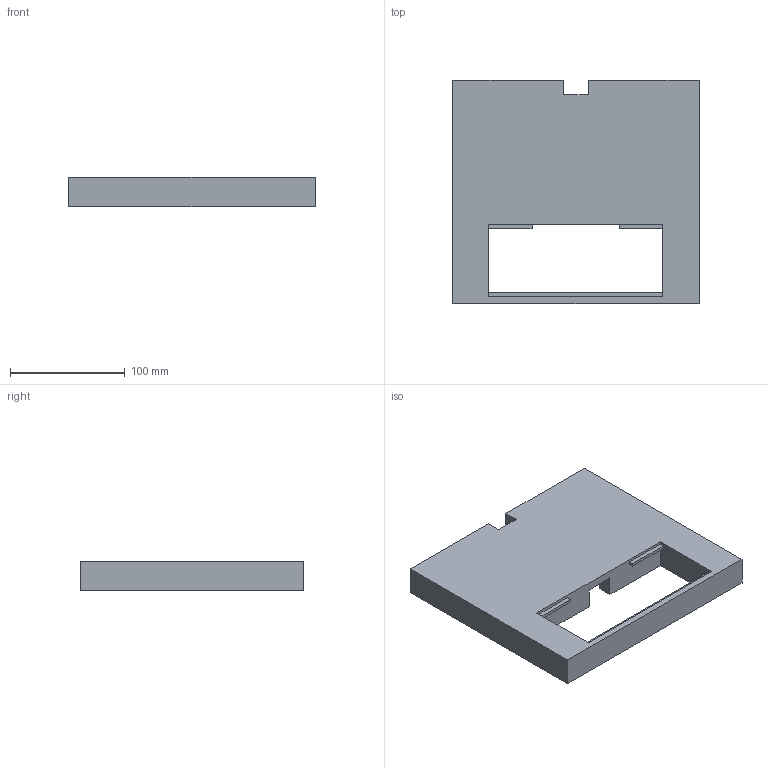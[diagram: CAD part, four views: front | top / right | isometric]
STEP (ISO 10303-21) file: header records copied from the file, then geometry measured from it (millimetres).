
FILE_DESCRIPTION (( 'STEP AP214' ), '1' );
FILE_NAME ('body-bottom-cover.STEP', '2024-05-15T01:38:30', ( '' ), ( '' ), 'SwSTEP 2.0', 'SolidWorks 2023', '' );
FILE_SCHEMA (( 'AUTOMOTIVE_DESIGN' ));
Length unit declared in the file: inch
Products named in the file (1): body-bottom-cover
Bounding box: 215.17 x 194.67 x 25.4 mm (x, y, z)
Volume: 447084.8 mm3; surface area: 105735.3 mm2
Topology: 1 solids, 1 shells, 54 faces, 149 edges, 98 vertices
Faces by surface type: plane 50, cylinder 4
Entity records: 1720 total; most frequent: CARTESIAN_POINT 302, ORIENTED_EDGE 298, DIRECTION 267, EDGE_CURVE 149, LINE 141, VECTOR 141, VERTEX_POINT 98, AXIS2_PLACEMENT_3D 63
